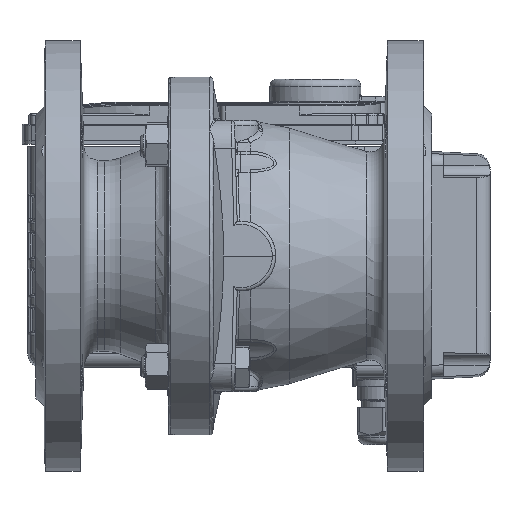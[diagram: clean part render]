
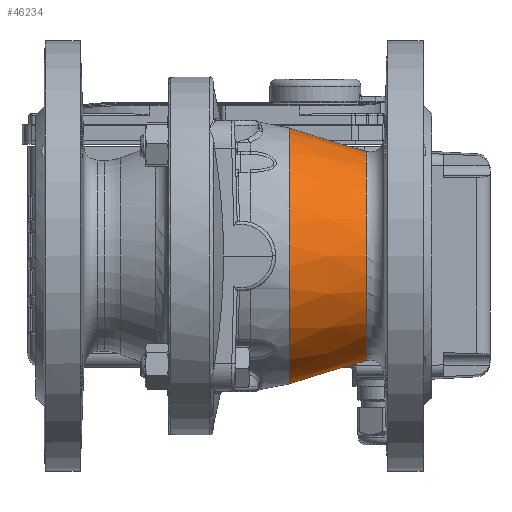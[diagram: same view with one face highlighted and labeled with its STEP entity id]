
A CAD part, front view. The second image highlights one B-rep face of the part: STEP entity #46234.
In plain terms, the highlighted conical face has half-angle 17 degrees and reference radius 44.908 mm.
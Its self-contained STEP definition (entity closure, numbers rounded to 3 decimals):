
#862=(
BOUNDED_CURVE()
B_SPLINE_CURVE(3,(#69045,#69046,#69047,#69048,#69049,#69050,#69051),
 .UNSPECIFIED.,.F.,.F.)
B_SPLINE_CURVE_WITH_KNOTS((4,3,4),(0.,0.006,0.02),
 .PIECEWISE_BEZIER_KNOTS.)
CURVE()
GEOMETRIC_REPRESENTATION_ITEM()
RATIONAL_B_SPLINE_CURVE((1.,1.,1.,1.,1.,1.,1.))
REPRESENTATION_ITEM('')
);
#863=(
BOUNDED_CURVE()
B_SPLINE_CURVE(3,(#69076,#69077,#69078,#69079,#69080,#69081,#69082),
 .UNSPECIFIED.,.F.,.F.)
B_SPLINE_CURVE_WITH_KNOTS((4,3,4),(0.,0.006,
0.02),.PIECEWISE_BEZIER_KNOTS.)
CURVE()
GEOMETRIC_REPRESENTATION_ITEM()
RATIONAL_B_SPLINE_CURVE((1.,1.,1.,1.,1.,1.,1.))
REPRESENTATION_ITEM('')
);
#1267=B_SPLINE_CURVE_WITH_KNOTS('',3,(#69053,#69054,#69055,#69056,#69057,
#69058,#69059,#69060,#69061),.UNSPECIFIED.,.F.,.F.,(4,1,1,1,1,1,4),(0.,
0.25,0.5,0.625,0.75,0.875,1.),.UNSPECIFIED.);
#1268=B_SPLINE_CURVE_WITH_KNOTS('',3,(#69065,#69066,#69067,#69068,#69069,
#69070,#69071,#69072,#69073,#69074),.UNSPECIFIED.,.F.,.F.,(4,1,1,1,1,1,
1,4),(0.,0.125,0.25,0.375,0.5,0.75,0.875,1.),.UNSPECIFIED.);
#2330=CONICAL_SURFACE('',#49584,44.908,0.297);
#10684=ORIENTED_EDGE('',*,*,#24506,.T.);
#10685=ORIENTED_EDGE('',*,*,#24751,.T.);
#10686=ORIENTED_EDGE('',*,*,#24752,.T.);
#10687=ORIENTED_EDGE('',*,*,#24753,.F.);
#10688=ORIENTED_EDGE('',*,*,#24754,.T.);
#10689=ORIENTED_EDGE('',*,*,#24755,.T.);
#24506=EDGE_CURVE('',#31556,#31555,#36145,.T.);
#24751=EDGE_CURVE('',#31555,#31781,#862,.T.);
#24752=EDGE_CURVE('',#31781,#31782,#1267,.T.);
#24753=EDGE_CURVE('',#31783,#31782,#36263,.T.);
#24754=EDGE_CURVE('',#31783,#31784,#1268,.T.);
#24755=EDGE_CURVE('',#31784,#31556,#863,.T.);
#31555=VERTEX_POINT('',#67660);
#31556=VERTEX_POINT('',#67662);
#31781=VERTEX_POINT('',#69052);
#31782=VERTEX_POINT('',#69062);
#31783=VERTEX_POINT('',#69064);
#31784=VERTEX_POINT('',#69075);
#36145=CIRCLE('',#49410,44.908);
#36263=CIRCLE('',#49585,54.988);
#38549=EDGE_LOOP('',(#10684,#10685,#10686,#10687,#10688,#10689));
#41912=FACE_BOUND('',#38549,.T.);
#46234=ADVANCED_FACE('',(#41912),#2330,.T.);
#49410=AXIS2_PLACEMENT_3D('',#67661,#54365,#54366);
#49584=AXIS2_PLACEMENT_3D('',#69044,#54721,#54722);
#49585=AXIS2_PLACEMENT_3D('',#69063,#54723,#54724);
#54365=DIRECTION('',(-1.,0.,0.));
#54366=DIRECTION('',(0.,0.,1.));
#54721=DIRECTION('',(-1.,0.,0.));
#54722=DIRECTION('',(0.,0.,1.));
#54723=DIRECTION('',(-1.,0.,0.));
#54724=DIRECTION('',(0.,0.,1.));
#67660=CARTESIAN_POINT('',(49.781,44.274,7.52));
#67661=CARTESIAN_POINT('',(49.781,0.,0.));
#67662=CARTESIAN_POINT('',(49.781,44.274,-7.52));
#69044=CARTESIAN_POINT('',(49.781,0.,0.));
#69045=CARTESIAN_POINT('',(49.781,44.274,7.52));
#69046=CARTESIAN_POINT('',(47.87,44.865,7.525));
#69047=CARTESIAN_POINT('',(45.959,45.457,7.531));
#69048=CARTESIAN_POINT('',(44.049,46.048,7.537));
#69049=CARTESIAN_POINT('',(39.688,47.397,7.549));
#69050=CARTESIAN_POINT('',(35.326,48.744,7.561));
#69051=CARTESIAN_POINT('',(30.965,50.091,7.571));
#69052=CARTESIAN_POINT('',(30.965,50.091,7.571));
#69053=CARTESIAN_POINT('',(30.965,50.091,7.571));
#69054=CARTESIAN_POINT('',(30.443,49.967,9.465));
#69055=CARTESIAN_POINT('',(29.014,49.636,13.139));
#69056=CARTESIAN_POINT('',(26.372,49.149,17.292));
#69057=CARTESIAN_POINT('',(23.796,48.822,20.277));
#69058=CARTESIAN_POINT('',(21.705,48.644,22.274));
#69059=CARTESIAN_POINT('',(19.33,48.557,24.135));
#69060=CARTESIAN_POINT('',(17.67,48.59,25.179));
#69061=CARTESIAN_POINT('',(16.811,48.633,25.66));
#69062=CARTESIAN_POINT('',(16.811,48.633,25.66));
#69063=CARTESIAN_POINT('',(16.811,0.,0.));
#69064=CARTESIAN_POINT('',(16.811,48.633,-25.66));
#69065=CARTESIAN_POINT('',(16.811,48.633,-25.66));
#69066=CARTESIAN_POINT('',(17.665,48.591,-25.182));
#69067=CARTESIAN_POINT('',(19.317,48.558,-24.143));
#69068=CARTESIAN_POINT('',(21.669,48.642,-22.306));
#69069=CARTESIAN_POINT('',(23.786,48.82,-20.289));
#69070=CARTESIAN_POINT('',(26.385,49.151,-17.274));
#69071=CARTESIAN_POINT('',(28.472,49.536,-13.994));
#69072=CARTESIAN_POINT('',(30.089,49.884,-10.379));
#69073=CARTESIAN_POINT('',(30.703,50.029,-8.52));
#69074=CARTESIAN_POINT('',(30.965,50.091,-7.571));
#69075=CARTESIAN_POINT('',(30.965,50.091,-7.571));
#69076=CARTESIAN_POINT('',(30.965,50.091,-7.571));
#69077=CARTESIAN_POINT('',(32.876,49.501,-7.567));
#69078=CARTESIAN_POINT('',(34.787,48.911,-7.562));
#69079=CARTESIAN_POINT('',(36.697,48.32,-7.557));
#69080=CARTESIAN_POINT('',(41.059,46.973,-7.545));
#69081=CARTESIAN_POINT('',(45.42,45.624,-7.533));
#69082=CARTESIAN_POINT('',(49.781,44.274,-7.52));
